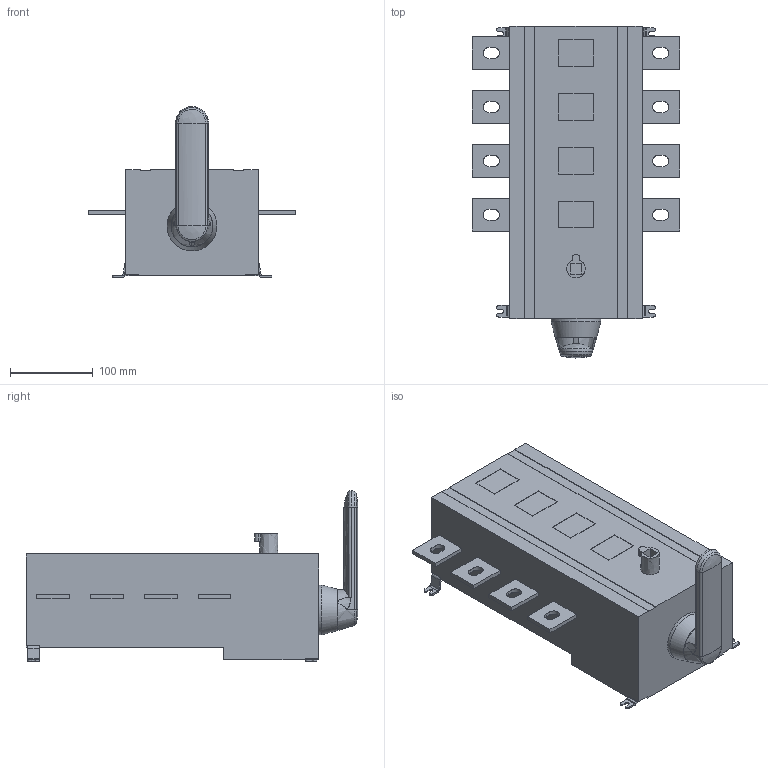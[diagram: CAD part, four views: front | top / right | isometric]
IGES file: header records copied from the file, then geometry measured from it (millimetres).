
Global section: file name: OT800ES40K.igs; preprocessor: I-DEAS 3D IGES Translator 11; date: 20080611.153002; units: millimetre
Bounding box: 250 x 400 x 205.93 mm (x, y, z)
Volume: 6839770.3 mm3; surface area: 291580.2 mm2
Topology: 1 solids, 1 shells, 323 faces, 874 edges, 573 vertices
Faces by surface type: bspline 323
